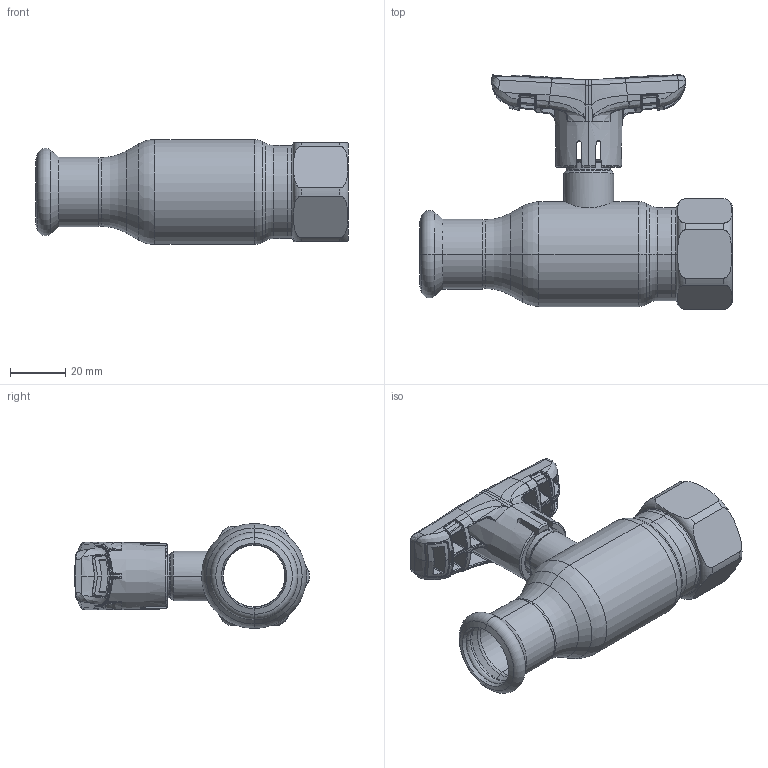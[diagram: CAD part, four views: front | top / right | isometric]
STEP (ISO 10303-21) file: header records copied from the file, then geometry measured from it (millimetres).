
FILE_DESCRIPTION (( 'STEP AP214' ), '1' );
FILE_NAME ('2020001000-0400.step', '2024-01-11T11:01:09', ( '' ), ( '' ), 'SwSTEP 2.0', 'SolidWorks 2021', '' );
FILE_SCHEMA (( 'AUTOMOTIVE_DESIGN' ));
Length unit declared in the file: millimetre
Products named in the file (1): 2020001000-0400
Bounding box: 113.2 x 84.98 x 38 mm (x, y, z)
Surface area: 27238.9 mm2 (no closed solid volume)
Topology: 0 solids, 7 shells, 712 faces, 2086 edges, 1302 vertices
Faces by surface type: bspline 559, plane 55, cylinder 40, torus 27, cone 23, sphere 8
Entity records: 54824 total; most frequent: CARTESIAN_POINT 33122, ORIENTED_EDGE 3652, EDGE_CURVE 2078, DIRECTION 1435, B_SPLINE_CURVE_WITH_KNOTS 1430, VERTEX_POINT 1302, EDGE_LOOP 720, UNCERTAINTY_MEASURE_WITH_UNIT 714
